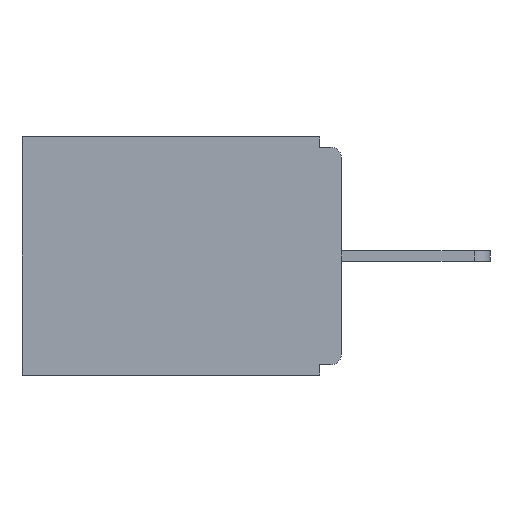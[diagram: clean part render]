
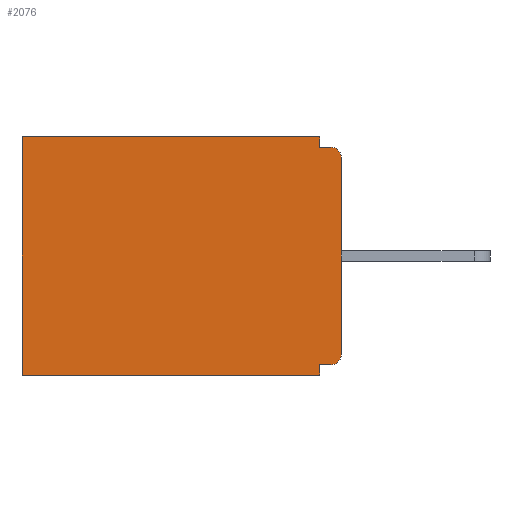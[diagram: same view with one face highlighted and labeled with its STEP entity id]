
A CAD part, left-side view. The second image highlights one B-rep face of the part: STEP entity #2076.
In plain terms, the highlighted planar face has unit normal (-1, 0, 0).
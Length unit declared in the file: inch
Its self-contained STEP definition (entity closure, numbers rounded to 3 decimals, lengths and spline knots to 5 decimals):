
#40 = DIRECTION ( 'NONE',  ( 0., 1., 0. ) ) ;
#168 = EDGE_CURVE ( 'NONE', #7355, #7860, #1412, .T. ) ;
#248 = EDGE_CURVE ( 'NONE', #8230, #2418, #1002, .T. ) ;
#352 = ORIENTED_EDGE ( 'NONE', *, *, #910, .F. ) ;
#406 = VECTOR ( 'NONE', #6826, 39.37008 ) ;
#421 = LINE ( 'NONE', #1680, #406 ) ;
#780 = DIRECTION ( 'NONE',  ( 0., 0., -1. ) ) ;
#842 = EDGE_CURVE ( 'NONE', #8230, #1894, #8872, .T. ) ;
#864 = EDGE_CURVE ( 'NONE', #7327, #7355, #8762, .T. ) ;
#910 = EDGE_CURVE ( 'NONE', #8004, #6375, #8644, .T. ) ;
#1002 = LINE ( 'NONE', #6161, #1053 ) ;
#1004 = VERTEX_POINT ( 'NONE', #1203 ) ;
#1053 = VECTOR ( 'NONE', #6172, 39.37008 ) ;
#1203 = CARTESIAN_POINT ( 'NONE',  ( 0.298, 0.46, -0.343 ) ) ;
#1316 = VECTOR ( 'NONE', #8595, 39.37008 ) ;
#1412 = LINE ( 'NONE', #5601, #1316 ) ;
#1520 = VECTOR ( 'NONE', #9361, 39.37008 ) ;
#1569 = LINE ( 'NONE', #8764, #1520 ) ;
#1680 = CARTESIAN_POINT ( 'NONE',  ( 0.298, 0., -0.015 ) ) ;
#1692 = CARTESIAN_POINT ( 'NONE',  ( 0.298, 0., -0.328 ) ) ;
#1831 = CARTESIAN_POINT ( 'NONE',  ( 0.298, 0.031, -0.343 ) ) ;
#1838 = EDGE_CURVE ( 'NONE', #8004, #7375, #6048, .T. ) ;
#1894 = VERTEX_POINT ( 'NONE', #5225 ) ;
#2076 = ADVANCED_FACE ( 'NONE', ( #5366 ), #8732, .F. ) ;
#2418 = VERTEX_POINT ( 'NONE', #7215 ) ;
#2846 = AXIS2_PLACEMENT_3D ( 'NONE', #8716, #6749, #780 ) ;
#3040 = CARTESIAN_POINT ( 'NONE',  ( 0.298, 0.015, -0.328 ) ) ;
#3218 = AXIS2_PLACEMENT_3D ( 'NONE', #5251, #7509, #9138 ) ;
#3344 = ORIENTED_EDGE ( 'NONE', *, *, #168, .F. ) ;
#3378 = ORIENTED_EDGE ( 'NONE', *, *, #7681, .F. ) ;
#3589 = DIRECTION ( 'NONE',  ( 0., 1., 0. ) ) ;
#3672 = EDGE_CURVE ( 'NONE', #2418, #1004, #1569, .T. ) ;
#3723 = ORIENTED_EDGE ( 'NONE', *, *, #3672, .T. ) ;
#3773 = ORIENTED_EDGE ( 'NONE', *, *, #248, .T. ) ;
#3890 = AXIS2_PLACEMENT_3D ( 'NONE', #5825, #5895, #5907 ) ;
#3924 = ORIENTED_EDGE ( 'NONE', *, *, #842, .F. ) ;
#4177 = CARTESIAN_POINT ( 'NONE',  ( 0.298, 0.031, -0.343 ) ) ;
#4216 = CARTESIAN_POINT ( 'NONE',  ( 0.298, 0.031, -0.328 ) ) ;
#4322 = CARTESIAN_POINT ( 'NONE',  ( 0.298, 0.015, -0.015 ) ) ;
#4529 = ORIENTED_EDGE ( 'NONE', *, *, #7197, .F. ) ;
#4586 = CARTESIAN_POINT ( 'NONE',  ( 0.298, 0.031, 0. ) ) ;
#4642 = ORIENTED_EDGE ( 'NONE', *, *, #1838, .T. ) ;
#4964 = CIRCLE ( 'NONE', #3218, 0.015 ) ;
#5155 = EDGE_LOOP ( 'NONE', ( #4642, #4529, #3924, #3773, #3723, #3378, #3344, #6556, #6881, #352 ) ) ;
#5225 = CARTESIAN_POINT ( 'NONE',  ( 0.298, 0.031, -0.015 ) ) ;
#5251 = CARTESIAN_POINT ( 'NONE',  ( 0.298, 0.015, -0.313 ) ) ;
#5366 = FACE_OUTER_BOUND ( 'NONE', #5155, .T. ) ;
#5400 = LINE ( 'NONE', #5889, #6796 ) ;
#5601 = CARTESIAN_POINT ( 'NONE',  ( 0.298, 0.031, -0.343 ) ) ;
#5825 = CARTESIAN_POINT ( 'NONE',  ( 0.298, 0.015, -0.03 ) ) ;
#5889 = CARTESIAN_POINT ( 'NONE',  ( 0.298, 0., -0.343 ) ) ;
#5895 = DIRECTION ( 'NONE',  ( -1., 0., 0. ) ) ;
#5907 = DIRECTION ( 'NONE',  ( 0., 0., -1. ) ) ;
#5953 = CARTESIAN_POINT ( 'NONE',  ( 0.298, 0., -0.03 ) ) ;
#6048 = CIRCLE ( 'NONE', #3890, 0.015 ) ;
#6161 = CARTESIAN_POINT ( 'NONE',  ( 0.298, 0., 0. ) ) ;
#6172 = DIRECTION ( 'NONE',  ( 0., 1., 0. ) ) ;
#6375 = VERTEX_POINT ( 'NONE', #9355 ) ;
#6556 = ORIENTED_EDGE ( 'NONE', *, *, #864, .F. ) ;
#6749 = DIRECTION ( 'NONE',  ( 1., 0., 0. ) ) ;
#6796 = VECTOR ( 'NONE', #40, 39.37008 ) ;
#6826 = DIRECTION ( 'NONE',  ( 0., -1., 0. ) ) ;
#6881 = ORIENTED_EDGE ( 'NONE', *, *, #7728, .T. ) ;
#7051 = CARTESIAN_POINT ( 'NONE',  ( 0.298, 0., 0. ) ) ;
#7127 = DIRECTION ( 'NONE',  ( 0., 0., -1. ) ) ;
#7197 = EDGE_CURVE ( 'NONE', #1894, #7375, #421, .T. ) ;
#7215 = CARTESIAN_POINT ( 'NONE',  ( 0.298, 0.46, 0. ) ) ;
#7327 = VERTEX_POINT ( 'NONE', #3040 ) ;
#7355 = VERTEX_POINT ( 'NONE', #4216 ) ;
#7375 = VERTEX_POINT ( 'NONE', #4322 ) ;
#7460 = DIRECTION ( 'NONE',  ( 0., 0., -1. ) ) ;
#7509 = DIRECTION ( 'NONE',  ( -1., 0., 0. ) ) ;
#7681 = EDGE_CURVE ( 'NONE', #7860, #1004, #5400, .T. ) ;
#7728 = EDGE_CURVE ( 'NONE', #7327, #6375, #4964, .T. ) ;
#7860 = VERTEX_POINT ( 'NONE', #1831 ) ;
#8004 = VERTEX_POINT ( 'NONE', #5953 ) ;
#8230 = VERTEX_POINT ( 'NONE', #4586 ) ;
#8595 = DIRECTION ( 'NONE',  ( 0., 0., -1. ) ) ;
#8635 = VECTOR ( 'NONE', #7127, 39.37008 ) ;
#8644 = LINE ( 'NONE', #7051, #8635 ) ;
#8716 = CARTESIAN_POINT ( 'NONE',  ( 0.298, 0., 0. ) ) ;
#8732 = PLANE ( 'NONE',  #2846 ) ;
#8734 = VECTOR ( 'NONE', #3589, 39.37008 ) ;
#8762 = LINE ( 'NONE', #1692, #8734 ) ;
#8764 = CARTESIAN_POINT ( 'NONE',  ( 0.298, 0.46, 0. ) ) ;
#8850 = VECTOR ( 'NONE', #7460, 39.37008 ) ;
#8872 = LINE ( 'NONE', #4177, #8850 ) ;
#9138 = DIRECTION ( 'NONE',  ( 0., 0., -1. ) ) ;
#9355 = CARTESIAN_POINT ( 'NONE',  ( 0.298, 0., -0.313 ) ) ;
#9361 = DIRECTION ( 'NONE',  ( 0., 0., -1. ) ) ;
